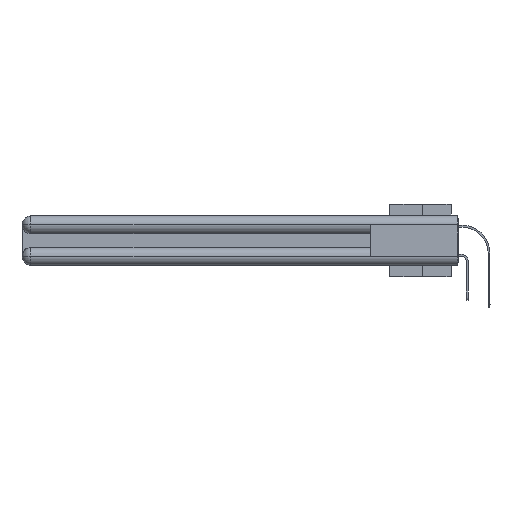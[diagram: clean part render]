
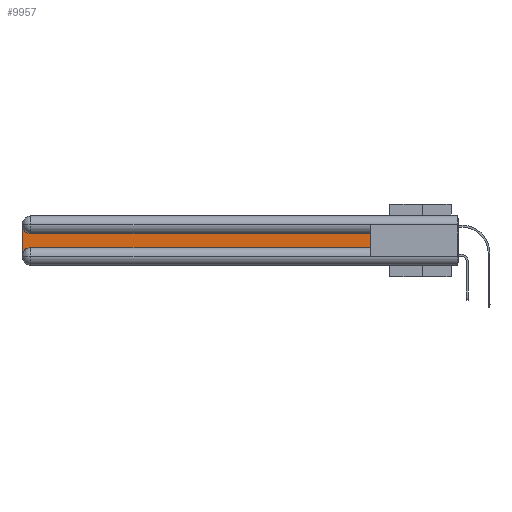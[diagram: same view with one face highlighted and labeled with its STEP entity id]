
A CAD part, left-side view. The second image highlights one B-rep face of the part: STEP entity #9957.
In plain terms, the highlighted planar face has unit normal (-1, 0, 0).
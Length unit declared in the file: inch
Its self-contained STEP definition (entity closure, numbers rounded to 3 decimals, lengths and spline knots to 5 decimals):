
#154 = VERTEX_POINT ( 'NONE', #5630 ) ;
#325 = VERTEX_POINT ( 'NONE', #4097 ) ;
#1159 = VECTOR ( 'NONE', #5367, 39.37008 ) ;
#1512 = ORIENTED_EDGE ( 'NONE', *, *, #7385, .T. ) ;
#2361 = CARTESIAN_POINT ( 'NONE',  ( 0.075, 2.94, -0.0625 ) ) ;
#2377 = DIRECTION ( 'NONE',  ( 1., 0., 0. ) ) ;
#2952 = EDGE_CURVE ( 'NONE', #5962, #154, #12689, .T. ) ;
#4097 = CARTESIAN_POINT ( 'NONE',  ( 0.075, 2.94, -0.2175 ) ) ;
#4302 = CARTESIAN_POINT ( 'NONE',  ( 0.075, 3., -0.2175 ) ) ;
#4884 = EDGE_LOOP ( 'NONE', ( #22569, #26110, #20826, #36729, #28144, #1512 ) ) ;
#5214 = CIRCLE ( 'NONE', #7663, 0.06 ) ;
#5367 = DIRECTION ( 'NONE',  ( 0., -1., 0. ) ) ;
#5548 = CARTESIAN_POINT ( 'NONE',  ( 0.075, 2.94, -0.1225 ) ) ;
#5630 = CARTESIAN_POINT ( 'NONE',  ( 0.075, 3., -0.2775 ) ) ;
#5936 = DIRECTION ( 'NONE',  ( 0., 0., 1. ) ) ;
#5962 = VERTEX_POINT ( 'NONE', #21449 ) ;
#7374 = VERTEX_POINT ( 'NONE', #5548 ) ;
#7385 = EDGE_CURVE ( 'NONE', #25574, #32550, #23254, .T. ) ;
#7663 = AXIS2_PLACEMENT_3D ( 'NONE', #2361, #25215, #37206 ) ;
#7695 = CARTESIAN_POINT ( 'NONE',  ( 0.075, 0.6, -0.1225 ) ) ;
#9957 = ADVANCED_FACE ( 'NONE', ( #37414 ), #31681, .F. ) ;
#11536 = VECTOR ( 'NONE', #19139, 39.37008 ) ;
#12689 = LINE ( 'NONE', #4302, #11536 ) ;
#13835 = DIRECTION ( 'NONE',  ( 1., 0., 0. ) ) ;
#14176 = CARTESIAN_POINT ( 'NONE',  ( 0.075, 3., -0.1225 ) ) ;
#15841 = EDGE_CURVE ( 'NONE', #154, #325, #35724, .T. ) ;
#16609 = LINE ( 'NONE', #7695, #26826 ) ;
#16674 = CARTESIAN_POINT ( 'NONE',  ( 0.075, 2.94, -0.2775 ) ) ;
#19139 = DIRECTION ( 'NONE',  ( 0., 0., -1. ) ) ;
#19837 = CARTESIAN_POINT ( 'NONE',  ( 0.075, 0.6, -0.2175 ) ) ;
#20826 = ORIENTED_EDGE ( 'NONE', *, *, #2952, .T. ) ;
#21288 = EDGE_CURVE ( 'NONE', #7374, #5962, #5214, .T. ) ;
#21449 = CARTESIAN_POINT ( 'NONE',  ( 0.075, 3., -0.0625 ) ) ;
#21942 = CARTESIAN_POINT ( 'NONE',  ( 0.075, 0.6, -0.1225 ) ) ;
#22374 = DIRECTION ( 'NONE',  ( 0., 0., -1. ) ) ;
#22569 = ORIENTED_EDGE ( 'NONE', *, *, #36884, .T. ) ;
#22683 = VECTOR ( 'NONE', #5936, 39.37008 ) ;
#23254 = LINE ( 'NONE', #28576, #22683 ) ;
#25215 = DIRECTION ( 'NONE',  ( 1., 0., 0. ) ) ;
#25574 = VERTEX_POINT ( 'NONE', #26946 ) ;
#25955 = AXIS2_PLACEMENT_3D ( 'NONE', #14176, #2377, #22374 ) ;
#26110 = ORIENTED_EDGE ( 'NONE', *, *, #21288, .T. ) ;
#26826 = VECTOR ( 'NONE', #36254, 39.37008 ) ;
#26946 = CARTESIAN_POINT ( 'NONE',  ( 0.075, 0.6, -0.2175 ) ) ;
#28144 = ORIENTED_EDGE ( 'NONE', *, *, #31586, .T. ) ;
#28487 = DIRECTION ( 'NONE',  ( 0., 0., -1. ) ) ;
#28576 = CARTESIAN_POINT ( 'NONE',  ( 0.075, 0.6, -0.2175 ) ) ;
#31245 = LINE ( 'NONE', #19837, #1159 ) ;
#31586 = EDGE_CURVE ( 'NONE', #325, #25574, #31245, .T. ) ;
#31681 = PLANE ( 'NONE',  #25955 ) ;
#32550 = VERTEX_POINT ( 'NONE', #21942 ) ;
#33891 = AXIS2_PLACEMENT_3D ( 'NONE', #16674, #13835, #28487 ) ;
#35724 = CIRCLE ( 'NONE', #33891, 0.06 ) ;
#36254 = DIRECTION ( 'NONE',  ( 0., 1., 0. ) ) ;
#36729 = ORIENTED_EDGE ( 'NONE', *, *, #15841, .T. ) ;
#36884 = EDGE_CURVE ( 'NONE', #32550, #7374, #16609, .T. ) ;
#37206 = DIRECTION ( 'NONE',  ( 0., 0., -1. ) ) ;
#37414 = FACE_OUTER_BOUND ( 'NONE', #4884, .T. ) ;
